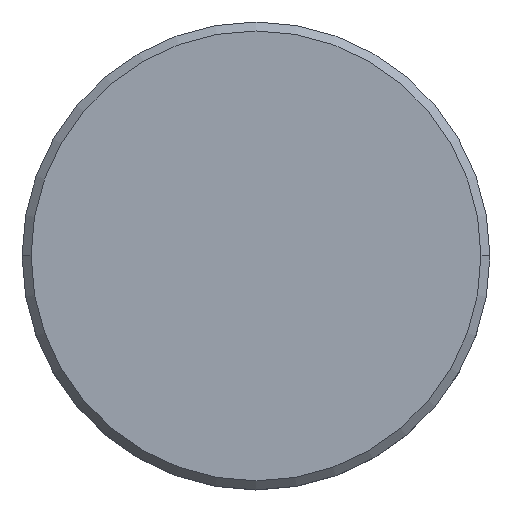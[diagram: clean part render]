
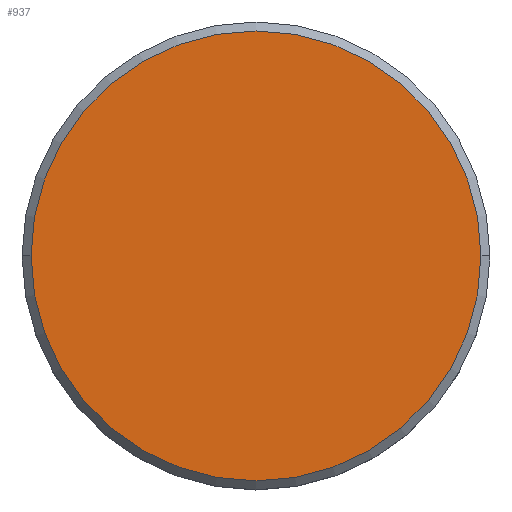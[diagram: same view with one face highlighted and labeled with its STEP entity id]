
A CAD part, top view. The second image highlights one B-rep face of the part: STEP entity #937.
In plain terms, the highlighted planar face has unit normal (0, 0, 1).
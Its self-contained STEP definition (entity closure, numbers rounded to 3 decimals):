
#68 = AXIS2_PLACEMENT_3D ( 'NONE', #761, #593, #693 ) ;
#155 = CARTESIAN_POINT ( 'NONE',  ( 0., 0., 0. ) ) ;
#289 = AXIS2_PLACEMENT_3D ( 'NONE', #155, #519, #569 ) ;
#302 = DIRECTION ( 'NONE',  ( 0., 0., 1. ) ) ;
#312 = AXIS2_PLACEMENT_3D ( 'NONE', #1113, #302, #844 ) ;
#326 = FACE_OUTER_BOUND ( 'NONE', #1097, .T. ) ;
#373 = CARTESIAN_POINT ( 'NONE',  ( 12.5, 0., 0. ) ) ;
#381 = VERTEX_POINT ( 'NONE', #873 ) ;
#496 = CIRCLE ( 'NONE', #289, 12.5 ) ;
#519 = DIRECTION ( 'NONE',  ( 0., 0., 1. ) ) ;
#569 = DIRECTION ( 'NONE',  ( 1., 0., 0. ) ) ;
#593 = DIRECTION ( 'NONE',  ( 0., 0., 1. ) ) ;
#601 = CIRCLE ( 'NONE', #68, 12.5 ) ;
#613 = EDGE_CURVE ( 'NONE', #381, #703, #496, .T. ) ;
#693 = DIRECTION ( 'NONE',  ( 1., 0., 0. ) ) ;
#703 = VERTEX_POINT ( 'NONE', #373 ) ;
#748 = PLANE ( 'NONE',  #312 ) ;
#761 = CARTESIAN_POINT ( 'NONE',  ( 0., 0., 0. ) ) ;
#826 = EDGE_CURVE ( 'NONE', #703, #381, #601, .T. ) ;
#844 = DIRECTION ( 'NONE',  ( 1., 0., 0. ) ) ;
#873 = CARTESIAN_POINT ( 'NONE',  ( -12.5, 0., 0. ) ) ;
#891 = ORIENTED_EDGE ( 'NONE', *, *, #613, .T. ) ;
#917 = ORIENTED_EDGE ( 'NONE', *, *, #826, .T. ) ;
#937 = ADVANCED_FACE ( 'NONE', ( #326 ), #748, .T. ) ;
#1097 = EDGE_LOOP ( 'NONE', ( #891, #917 ) ) ;
#1113 = CARTESIAN_POINT ( 'NONE',  ( 0., 0., 0. ) ) ;
